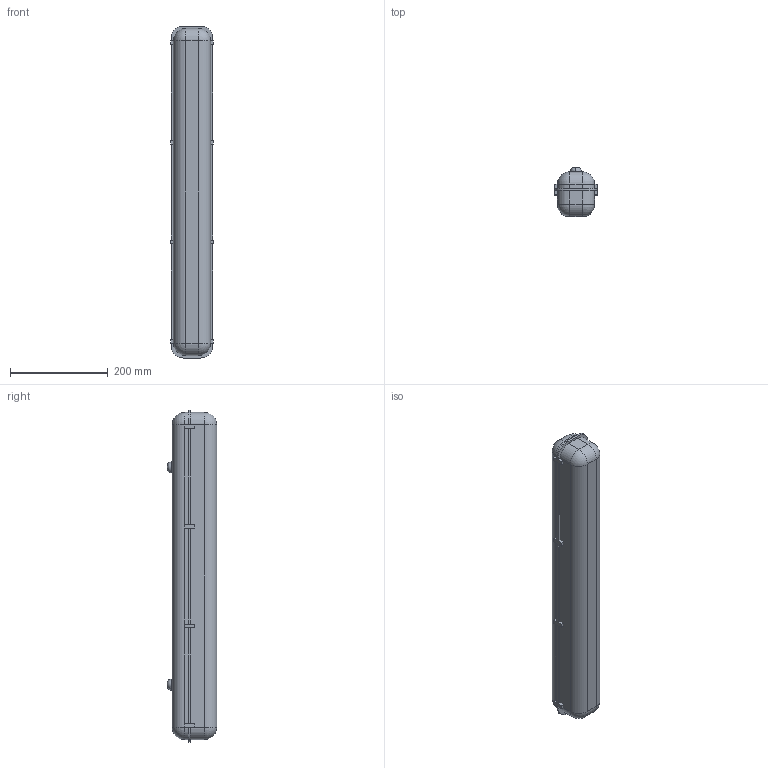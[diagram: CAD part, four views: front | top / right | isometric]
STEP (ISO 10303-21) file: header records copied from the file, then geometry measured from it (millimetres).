
FILE_DESCRIPTION (( 'STEP AP214' ), '1' );
FILE_NAME ('NORTH 600 TH.STEP', '2018-07-20T09:57:14', ( '' ), ( '' ), 'SwSTEP 2.0', 'SolidWorks 2013', '' );
FILE_SCHEMA (( 'AUTOMOTIVE_DESIGN' ));
Length unit declared in the file: millimetre
Products named in the file (3): 22; 11; NORTH 600 TH
Assembly tree (2 placements, depth 2):
  NORTH 600 TH
    11
    22
Bounding box: 88 x 101.29 x 680 mm (x, y, z)
Volume: 482911.7 mm3; surface area: 437501.4 mm2
Topology: 2 solids, 2 shells, 181 faces, 478 edges, 280 vertices
Faces by surface type: plane 113, cylinder 48, sphere 16, torus 2, bspline 2
Entity records: 7833 total; most frequent: CARTESIAN_POINT 1316, DIRECTION 926, ORIENTED_EDGE 924, EDGE_CURVE 462, LINE 358, VECTOR 358, AXIS2_PLACEMENT_3D 284, VERTEX_POINT 280
